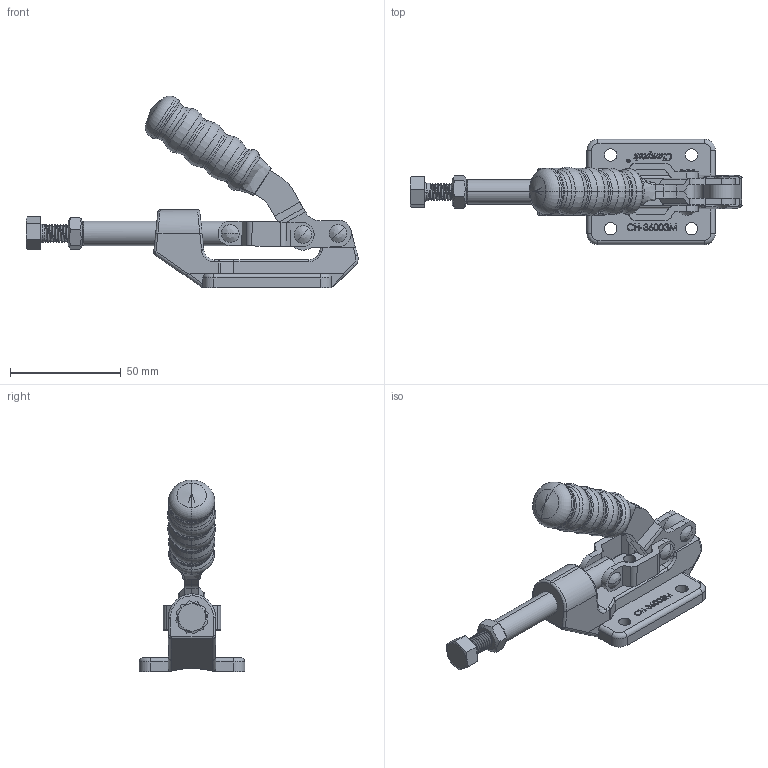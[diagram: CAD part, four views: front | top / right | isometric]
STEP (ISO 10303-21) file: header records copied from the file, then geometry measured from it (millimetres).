
FILE_DESCRIPTION (( 'STEP AP203' ), '1' );
FILE_NAME ('CH-36003M.STEP', '2010-06-07T02:34:49', ( '微软用户' ), ( '微软中国' ), 'SwSTEP 2.0', 'SolidWorks 2008', '' );
FILE_SCHEMA (( 'CONFIG_CONTROL_DESIGN' ));
Length unit declared in the file: millimetre
Products named in the file (12): CH-36003-03 HANDLE_默认; CH-36003M; CH-302-FM-09_默认; CH-36003-02 CREST STALK_默认; CH-36003-04 CONNECTING-PLATE_默认; CH-36003-01 BASE_默认; M8 Nut_默认; CH-SA-085012 SPINDLE SUPPLIED_默认; CH-36003-08_默认; CH-36003-07_默认; CH-36003-06_默认; CH-36003-05 CREST STALK_默认
Assembly tree (12 placements, depth 2):
  CH-36003M
    CH-36003-06_默认
    CH-SA-085012 SPINDLE SUPPLIED_默认
    CH-302-FM-09_默认
    CH-36003-05 CREST STALK_默认
    CH-36003-04 CONNECTING-PLATE_默认  x2
    CH-36003-07_默认
    M8 Nut_默认
    CH-36003-03 HANDLE_默认
    CH-36003-08_默认
    CH-36003-01 BASE_默认
    CH-36003-02 CREST STALK_默认
Bounding box: 149.85 x 47.6 x 86.58 mm (x, y, z)
Volume: 68092.5 mm3; surface area: 36356 mm2
Topology: 13 solids, 13 shells, 856 faces, 2278 edges, 1465 vertices
Faces by surface type: plane 265, cylinder 261, bspline 223, torus 54, cone 51, sphere 2
Entity records: 41775 total; most frequent: CARTESIAN_POINT 22074, ORIENTED_EDGE 4386, DIRECTION 3027, EDGE_CURVE 2193, VERTEX_POINT 1421, VECTOR 1059, LINE 1059, AXIS2_PLACEMENT_3D 984
